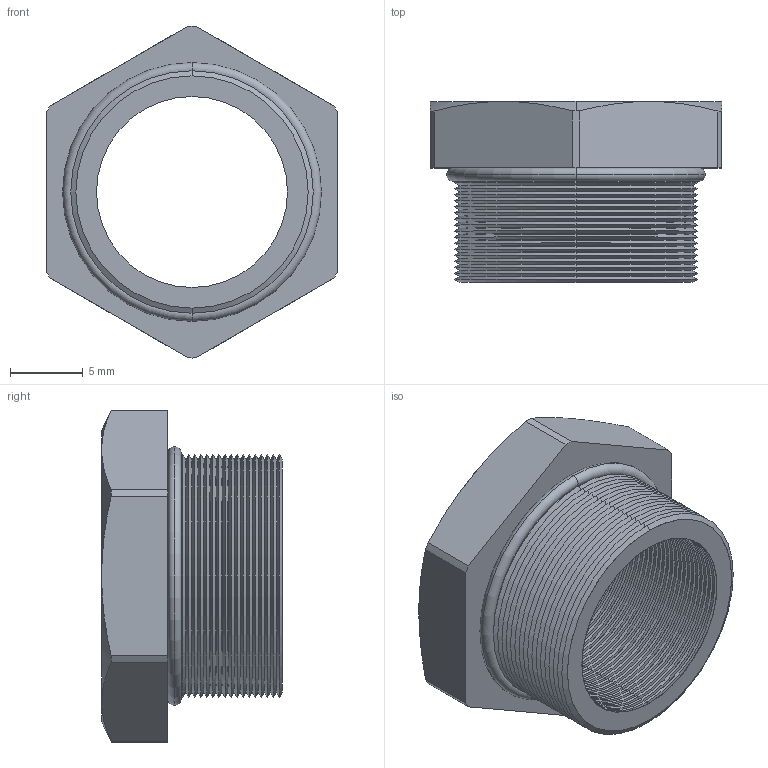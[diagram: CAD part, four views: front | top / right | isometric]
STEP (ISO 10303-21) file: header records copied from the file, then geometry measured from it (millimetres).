
FILE_DESCRIPTION (( 'STEP AP203' ), '1' );
FILE_NAME ('RM-3220-SS-B.STEP', '2006-04-18T07:50:36', ( 'bay06' ), ( '' ), 'SwSTEP 2.0', 'SolidWorks 2008', '' );
FILE_SCHEMA (( 'CONFIG_CONTROL_DESIGN' ));
Length unit declared in the file: inch
Products named in the file (1): RM-3220-SS-B
Bounding box: 20.07 x 12.45 x 22.88 mm (x, y, z)
Volume: 1538.7 mm3; surface area: 2680.7 mm2
Topology: 2 solids, 2 shells, 313 faces, 638 edges, 328 vertices
Faces by surface type: cone 195, cylinder 105, plane 9, torus 4
Entity records: 8081 total; most frequent: DIRECTION 1574, CARTESIAN_POINT 1344, ORIENTED_EDGE 1276, EDGE_CURVE 638, AXIS2_PLACEMENT_3D 634, VERTEX_POINT 328, CIRCLE 320, EDGE_LOOP 316
